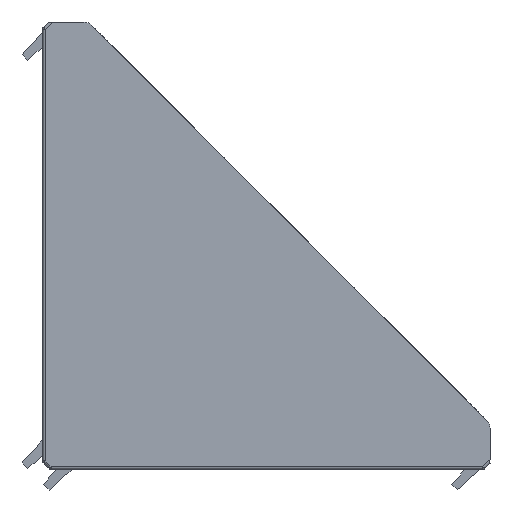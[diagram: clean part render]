
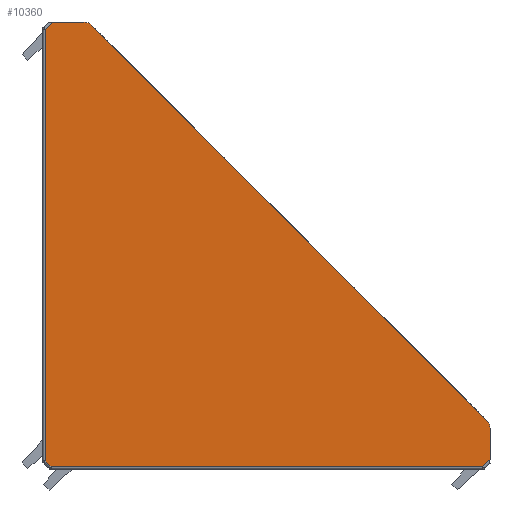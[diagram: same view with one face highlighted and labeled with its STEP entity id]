
A CAD part, front view. The second image highlights one B-rep face of the part: STEP entity #10360.
In plain terms, the highlighted planar face has unit normal (-0.012, -1, -0.012).
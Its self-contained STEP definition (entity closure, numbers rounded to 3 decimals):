
#72=PLANE('',#11206);
#527=LINE('',#18902,#1209);
#554=LINE('',#19028,#1236);
#563=LINE('',#19049,#1245);
#565=LINE('',#19056,#1247);
#566=LINE('',#19058,#1248);
#567=LINE('',#19060,#1249);
#568=LINE('',#19061,#1250);
#569=LINE('',#19062,#1251);
#1209=VECTOR('',#12812,1000.);
#1236=VECTOR('',#12871,1000.);
#1245=VECTOR('',#12888,1000.);
#1247=VECTOR('',#12896,1000.);
#1248=VECTOR('',#12897,1000.);
#1249=VECTOR('',#12898,1000.);
#1250=VECTOR('',#12899,1000.);
#1251=VECTOR('',#12900,1000.);
#2240=FACE_OUTER_BOUND('',#2948,.T.);
#2948=EDGE_LOOP('',(#7474,#7475,#7476,#7477,#7478,#7479,#7480,#7481,#7482,
#7483));
#4164=ELLIPSE('',#11194,2.,2.);
#4166=ELLIPSE('',#11197,2.,2.);
#4379=VERTEX_POINT('',#16825);
#4744=VERTEX_POINT('',#18899);
#4745=VERTEX_POINT('',#18901);
#4775=VERTEX_POINT('',#19013);
#4777=VERTEX_POINT('',#19019);
#4780=VERTEX_POINT('',#19026);
#4788=VERTEX_POINT('',#19048);
#4790=VERTEX_POINT('',#19055);
#4791=VERTEX_POINT('',#19057);
#4792=VERTEX_POINT('',#19059);
#5739=EDGE_CURVE('',#4745,#4744,#527,.T.);
#5776=EDGE_CURVE('',#4775,#4745,#4164,.T.);
#5780=EDGE_CURVE('',#4744,#4777,#4166,.T.);
#5783=EDGE_CURVE('',#4777,#4780,#554,.T.);
#5793=EDGE_CURVE('',#4788,#4775,#563,.T.);
#5797=EDGE_CURVE('',#4780,#4790,#565,.T.);
#5798=EDGE_CURVE('',#4790,#4791,#566,.T.);
#5799=EDGE_CURVE('',#4791,#4792,#567,.T.);
#5800=EDGE_CURVE('',#4792,#4379,#568,.T.);
#5801=EDGE_CURVE('',#4379,#4788,#569,.T.);
#7474=ORIENTED_EDGE('',*,*,#5797,.T.);
#7475=ORIENTED_EDGE('',*,*,#5798,.T.);
#7476=ORIENTED_EDGE('',*,*,#5799,.T.);
#7477=ORIENTED_EDGE('',*,*,#5800,.T.);
#7478=ORIENTED_EDGE('',*,*,#5801,.T.);
#7479=ORIENTED_EDGE('',*,*,#5793,.T.);
#7480=ORIENTED_EDGE('',*,*,#5776,.T.);
#7481=ORIENTED_EDGE('',*,*,#5739,.T.);
#7482=ORIENTED_EDGE('',*,*,#5780,.T.);
#7483=ORIENTED_EDGE('',*,*,#5783,.T.);
#10360=ADVANCED_FACE('',(#2240),#72,.T.);
#11194=AXIS2_PLACEMENT_3D('',#19014,#12856,#12857);
#11197=AXIS2_PLACEMENT_3D('',#19021,#12864,#12865);
#11206=AXIS2_PLACEMENT_3D('',#19054,#12894,#12895);
#12812=DIRECTION('',(-0.707,0.,0.707));
#12856=DIRECTION('center_axis',(-0.012,-1.,
-0.012));
#12857=DIRECTION('ref_axis',(0.707,-0.017,0.707));
#12864=DIRECTION('center_axis',(-0.012,-1.,
-0.012));
#12865=DIRECTION('ref_axis',(0.707,-0.017,0.707));
#12871=DIRECTION('',(-1.,0.012,0.));
#12888=DIRECTION('',(0.,-0.012,1.));
#12894=DIRECTION('center_axis',(-0.012,-1.,
-0.012));
#12895=DIRECTION('ref_axis',(0.,0.012,-1.));
#12896=DIRECTION('',(-0.707,0.017,-0.707));
#12897=DIRECTION('',(0.,0.012,-1.));
#12898=DIRECTION('',(0.707,0.,-0.707));
#12899=DIRECTION('',(1.,-0.012,0.));
#12900=DIRECTION('',(0.707,-0.017,0.707));
#16825=CARTESIAN_POINT('',(84.64,-21.381,0.494));
#18899=CARTESIAN_POINT('',(9.338,-21.5,85.414));
#18901=CARTESIAN_POINT('',(85.414,-21.5,9.338));
#18902=CARTESIAN_POINT('',(85.414,-21.5,9.338));
#19013=CARTESIAN_POINT('',(86.,-21.49,7.924));
#19014=CARTESIAN_POINT('Origin',(84.,-21.465,7.924));
#19019=CARTESIAN_POINT('',(7.924,-21.49,86.));
#19021=CARTESIAN_POINT('Origin',(7.924,-21.465,84.));
#19026=CARTESIAN_POINT('',(1.854,-21.415,86.));
#19028=CARTESIAN_POINT('',(7.924,-21.49,86.));
#19048=CARTESIAN_POINT('',(86.,-21.415,1.854));
#19049=CARTESIAN_POINT('',(86.,-21.406,1.148));
#19054=CARTESIAN_POINT('Origin',(85.414,-21.5,9.338));
#19055=CARTESIAN_POINT('',(0.494,-21.381,84.64));
#19056=CARTESIAN_POINT('',(0.354,-21.378,84.499));
#19057=CARTESIAN_POINT('',(0.494,-20.357,1.615));
#19058=CARTESIAN_POINT('',(0.494,-20.354,1.414));
#19059=CARTESIAN_POINT('',(1.615,-20.357,0.494));
#19060=CARTESIAN_POINT('',(1.762,-20.357,0.347));
#19061=CARTESIAN_POINT('',(84.146,-21.375,0.494));
#19062=CARTESIAN_POINT('',(85.646,-21.406,1.501));
